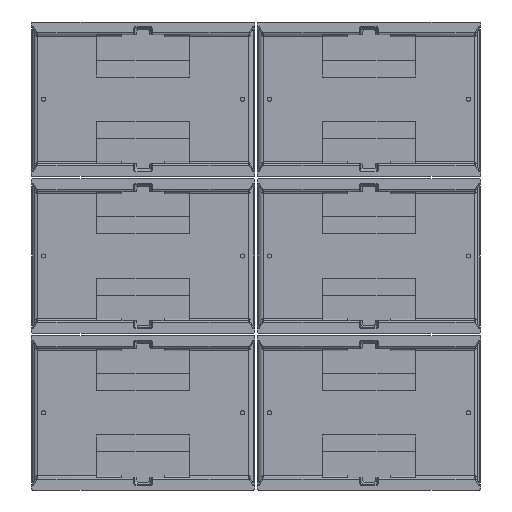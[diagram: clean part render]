
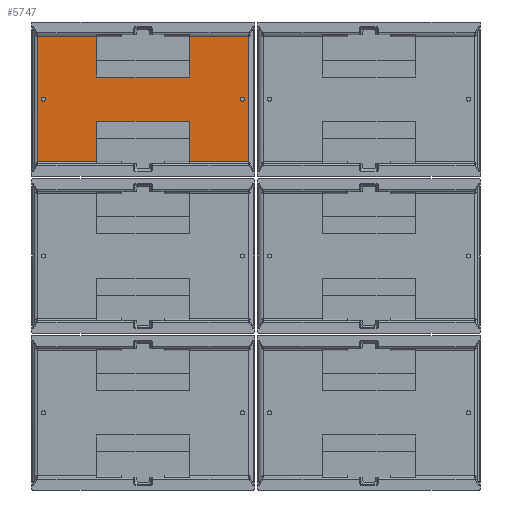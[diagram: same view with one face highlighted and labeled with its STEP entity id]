
A CAD part, front view. The second image highlights one B-rep face of the part: STEP entity #5747.
In plain terms, the highlighted planar face has unit normal (0, -1, 0).
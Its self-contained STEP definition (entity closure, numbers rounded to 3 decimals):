
#774=CARTESIAN_POINT('',(-12.539,2.4,-7.439));
#855=DIRECTION('',(1.,0.,0.));
#856=VECTOR('',#855,7.019);
#857=CARTESIAN_POINT('',(5.5,2.4,7.438));
#858=LINE('16589',#857,#856);
#862=CARTESIAN_POINT('',(12.519,2.4,7.438));
#863=CARTESIAN_POINT('',(12.521,2.4,7.438));
#864=CARTESIAN_POINT('',(12.526,2.4,7.439));
#865=CARTESIAN_POINT('',(12.532,2.4,7.439));
#866=CARTESIAN_POINT('',(12.537,2.4,7.439));
#867=CARTESIAN_POINT('',(12.539,2.4,7.439));
#872=DIRECTION('',(0.,0.,1.));
#873=VECTOR('',#872,14.878);
#874=CARTESIAN_POINT('',(12.539,2.4,-7.439));
#875=LINE('18999',#874,#873);
#879=CARTESIAN_POINT('',(12.539,2.4,-7.439));
#880=CARTESIAN_POINT('',(12.537,2.4,-7.439));
#881=CARTESIAN_POINT('',(12.532,2.4,-7.439));
#882=CARTESIAN_POINT('',(12.526,2.4,-7.439));
#883=CARTESIAN_POINT('',(12.521,2.4,-7.438));
#884=CARTESIAN_POINT('',(12.519,2.4,-7.438));
#889=DIRECTION('',(-1.,0.,0.));
#890=VECTOR('',#889,7.019);
#891=CARTESIAN_POINT('',(12.519,2.4,-7.438));
#892=LINE('16592',#891,#890);
#896=DIRECTION('',(-1.,0.,0.));
#897=VECTOR('',#896,11.);
#898=CARTESIAN_POINT('',(5.5,2.4,-2.635));
#899=LINE('10500',#898,#897);
#903=DIRECTION('',(-1.,0.,0.));
#904=VECTOR('',#903,7.019);
#905=CARTESIAN_POINT('',(-5.5,2.4,-7.438));
#906=LINE('18970',#905,#904);
#910=CARTESIAN_POINT('',(-12.519,2.4,-7.438));
#911=CARTESIAN_POINT('',(-12.521,2.4,-7.438));
#912=CARTESIAN_POINT('',(-12.526,2.4,-7.439));
#913=CARTESIAN_POINT('',(-12.532,2.4,-7.439));
#914=CARTESIAN_POINT('',(-12.537,2.4,-7.439));
#915=CARTESIAN_POINT('',(-12.539,2.4,-7.439));
#920=DIRECTION('',(0.,0.,-1.));
#921=VECTOR('',#920,14.878);
#922=CARTESIAN_POINT('',(-12.539,2.4,7.439));
#923=LINE('18998',#922,#921);
#927=CARTESIAN_POINT('',(-12.539,2.4,7.439));
#928=CARTESIAN_POINT('',(-12.537,2.4,7.439));
#929=CARTESIAN_POINT('',(-12.532,2.4,7.439));
#930=CARTESIAN_POINT('',(-12.526,2.4,7.439));
#931=CARTESIAN_POINT('',(-12.521,2.4,7.438));
#932=CARTESIAN_POINT('',(-12.519,2.4,7.438));
#937=DIRECTION('',(1.,0.,0.));
#938=VECTOR('',#937,7.019);
#939=CARTESIAN_POINT('',(-12.519,2.4,7.438));
#940=LINE('18946',#939,#938);
#944=DIRECTION('',(1.,0.,0.));
#945=VECTOR('',#944,11.);
#946=CARTESIAN_POINT('',(-5.5,2.4,2.635));
#947=LINE('10497',#946,#945);
#951=CARTESIAN_POINT('',(-11.8,2.4,0.));
#952=DIRECTION('',(0.,-1.,0.));
#953=DIRECTION('',(1.,0.,0.));
#954=AXIS2_PLACEMENT_3D('',#951,#952,#953);
#959=CARTESIAN_POINT('',(-11.8,2.4,0.));
#960=DIRECTION('',(0.,-1.,0.));
#961=DIRECTION('',(-1.,0.,0.));
#962=AXIS2_PLACEMENT_3D('',#959,#960,#961);
#967=CARTESIAN_POINT('',(11.8,2.4,0.));
#968=DIRECTION('',(0.,-1.,0.));
#969=DIRECTION('',(1.,0.,0.));
#970=AXIS2_PLACEMENT_3D('',#967,#968,#969);
#975=CARTESIAN_POINT('',(11.8,2.4,0.));
#976=DIRECTION('',(0.,-1.,0.));
#977=DIRECTION('',(-1.,0.,0.));
#978=AXIS2_PLACEMENT_3D('',#975,#976,#977);
#1304=DIRECTION('',(0.,0.,-1.));
#1305=VECTOR('',#1304,4.803);
#1306=CARTESIAN_POINT('',(5.5,2.4,7.438));
#1307=LINE('16616',#1306,#1305);
#1325=DIRECTION('',(0.,0.,1.));
#1326=VECTOR('',#1325,4.803);
#1327=CARTESIAN_POINT('',(-5.5,2.4,2.635));
#1328=LINE('18978',#1327,#1326);
#2962=CARTESIAN_POINT('',(12.539,2.4,-7.439));
#2967=CARTESIAN_POINT('',(12.539,2.4,7.439));
#3089=DIRECTION('',(0.,0.,-1.));
#3090=VECTOR('',#3089,4.803);
#3091=CARTESIAN_POINT('',(5.5,2.4,-2.635));
#3092=LINE('16617',#3091,#3090);
#3124=DIRECTION('',(0.,0.,1.));
#3125=VECTOR('',#3124,4.803);
#3126=CARTESIAN_POINT('',(-5.5,2.4,-7.438));
#3127=LINE('18979',#3126,#3125);
#4893=CARTESIAN_POINT('',(-5.5,2.4,2.635));
#4894=CARTESIAN_POINT('',(5.5,2.4,2.635));
#4895=VERTEX_POINT('',#4893);
#4896=VERTEX_POINT('',#4894);
#4897=CARTESIAN_POINT('',(5.5,2.4,-2.635));
#4898=CARTESIAN_POINT('',(-5.5,2.4,-2.635));
#4899=VERTEX_POINT('',#4897);
#4900=VERTEX_POINT('',#4898);
#5079=CARTESIAN_POINT('',(5.5,2.4,7.438));
#5080=CARTESIAN_POINT('',(12.519,2.4,7.438));
#5081=VERTEX_POINT('',#5079);
#5082=VERTEX_POINT('',#5080);
#5083=CARTESIAN_POINT('',(12.519,2.4,-7.438));
#5084=CARTESIAN_POINT('',(5.5,2.4,-7.438));
#5085=VERTEX_POINT('',#5083);
#5086=VERTEX_POINT('',#5084);
#5193=VERTEX_POINT('',#2962);
#5208=VERTEX_POINT('',#2967);
#5213=CARTESIAN_POINT('',(-12.519,2.4,7.438));
#5214=CARTESIAN_POINT('',(-5.5,2.4,7.438));
#5215=VERTEX_POINT('',#5213);
#5216=VERTEX_POINT('',#5214);
#5221=VERTEX_POINT('',#927);
#5244=VERTEX_POINT('',#774);
#5246=VERTEX_POINT('',#910);
#5250=CARTESIAN_POINT('',(-5.5,2.4,-7.438));
#5251=VERTEX_POINT('',#5250);
#5263=CARTESIAN_POINT('',(-11.55,2.4,0.));
#5264=CARTESIAN_POINT('',(-12.05,2.4,0.));
#5265=VERTEX_POINT('',#5263);
#5266=VERTEX_POINT('',#5264);
#5267=CARTESIAN_POINT('',(12.05,2.4,0.));
#5268=CARTESIAN_POINT('',(11.55,2.4,0.));
#5269=VERTEX_POINT('',#5267);
#5270=VERTEX_POINT('',#5268);
#5698=CARTESIAN_POINT('',(13.4,2.4,-18.6));
#5699=DIRECTION('',(0.,1.,0.));
#5700=DIRECTION('',(0.,0.,1.));
#5701=AXIS2_PLACEMENT_3D('',#5698,#5699,#5700);
#5702=PLANE('1970',#5701);
#5704=ORIENTED_EDGE('16589',*,*,#5703,.T.);
#5706=ORIENTED_EDGE('18941',*,*,#5705,.T.);
#5708=ORIENTED_EDGE('18999',*,*,#5707,.F.);
#5710=ORIENTED_EDGE('18930',*,*,#5709,.T.);
#5712=ORIENTED_EDGE('16592',*,*,#5711,.T.);
#5714=ORIENTED_EDGE('16617',*,*,#5713,.F.);
#5716=ORIENTED_EDGE('10500',*,*,#5715,.T.);
#5718=ORIENTED_EDGE('18979',*,*,#5717,.F.);
#5720=ORIENTED_EDGE('18970',*,*,#5719,.T.);
#5722=ORIENTED_EDGE('18967',*,*,#5721,.T.);
#5723=ORIENTED_EDGE('18998',*,*,#5571,.F.);
#5724=ORIENTED_EDGE('18948',*,*,#5689,.T.);
#5726=ORIENTED_EDGE('18946',*,*,#5725,.T.);
#5728=ORIENTED_EDGE('18978',*,*,#5727,.F.);
#5730=ORIENTED_EDGE('10497',*,*,#5729,.T.);
#5732=ORIENTED_EDGE('16616',*,*,#5731,.F.);
#5733=EDGE_LOOP('1970',(#5704,#5706,#5708,#5710,#5712,#5714,#5716,#5718,#5720,
#5722,#5723,#5724,#5726,#5728,#5730,#5732));
#5734=FACE_OUTER_BOUND('1970',#5733,.F.);
#5736=ORIENTED_EDGE('19209',*,*,#5735,.T.);
#5738=ORIENTED_EDGE('19210',*,*,#5737,.T.);
#5739=EDGE_LOOP('1970',(#5736,#5738));
#5740=FACE_BOUND('1970',#5739,.F.);
#5742=ORIENTED_EDGE('19211',*,*,#5741,.T.);
#5744=ORIENTED_EDGE('19212',*,*,#5743,.T.);
#5745=EDGE_LOOP('1970',(#5742,#5744));
#5746=FACE_BOUND('1970',#5745,.F.);
#5747=ADVANCED_FACE('1970',(#5734,#5740,#5746),#5702,.F.);
#868=B_SPLINE_CURVE_WITH_KNOTS('18941',3,(#862,#863,#864,#865,#866,#867),
.UNSPECIFIED.,.F.,.F.,(4,1,1,4),(0.,0.333,0.667,1.),
.UNSPECIFIED.);
#885=B_SPLINE_CURVE_WITH_KNOTS('18930',3,(#879,#880,#881,#882,#883,#884),
.UNSPECIFIED.,.F.,.F.,(4,1,1,4),(0.,0.333,0.667,1.),
.UNSPECIFIED.);
#916=B_SPLINE_CURVE_WITH_KNOTS('18967',3,(#910,#911,#912,#913,#914,#915),
.UNSPECIFIED.,.F.,.F.,(4,1,1,4),(0.,0.333,0.667,1.),
.UNSPECIFIED.);
#933=B_SPLINE_CURVE_WITH_KNOTS('18948',3,(#927,#928,#929,#930,#931,#932),
.UNSPECIFIED.,.F.,.F.,(4,1,1,4),(0.,0.333,0.667,1.),
.UNSPECIFIED.);
#955=CIRCLE('19209',#954,0.25);
#963=CIRCLE('19210',#962,0.25);
#971=CIRCLE('19211',#970,0.25);
#979=CIRCLE('19212',#978,0.25);
#5571=EDGE_CURVE('18998',#5221,#5244,#923,.T.);
#5689=EDGE_CURVE('18948',#5221,#5215,#933,.T.);
#5703=EDGE_CURVE('16589',#5081,#5082,#858,.T.);
#5705=EDGE_CURVE('18941',#5082,#5208,#868,.T.);
#5707=EDGE_CURVE('18999',#5193,#5208,#875,.T.);
#5709=EDGE_CURVE('18930',#5193,#5085,#885,.T.);
#5711=EDGE_CURVE('16592',#5085,#5086,#892,.T.);
#5713=EDGE_CURVE('16617',#4899,#5086,#3092,.T.);
#5715=EDGE_CURVE('10500',#4899,#4900,#899,.T.);
#5717=EDGE_CURVE('18979',#5251,#4900,#3127,.T.);
#5719=EDGE_CURVE('18970',#5251,#5246,#906,.T.);
#5721=EDGE_CURVE('18967',#5246,#5244,#916,.T.);
#5725=EDGE_CURVE('18946',#5215,#5216,#940,.T.);
#5727=EDGE_CURVE('18978',#4895,#5216,#1328,.T.);
#5729=EDGE_CURVE('10497',#4895,#4896,#947,.T.);
#5731=EDGE_CURVE('16616',#5081,#4896,#1307,.T.);
#5735=EDGE_CURVE('19209',#5265,#5266,#955,.T.);
#5737=EDGE_CURVE('19210',#5266,#5265,#963,.T.);
#5741=EDGE_CURVE('19211',#5269,#5270,#971,.T.);
#5743=EDGE_CURVE('19212',#5270,#5269,#979,.T.);
